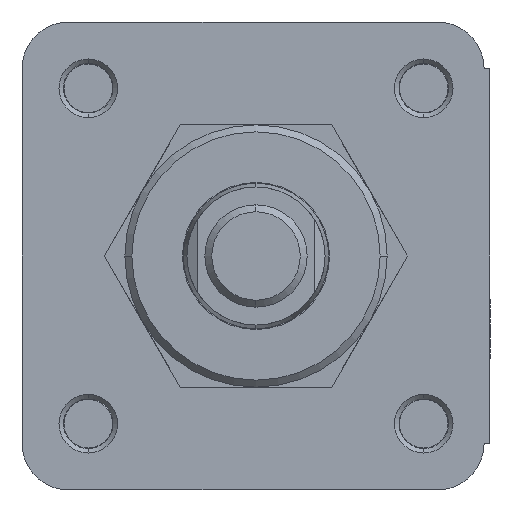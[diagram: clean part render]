
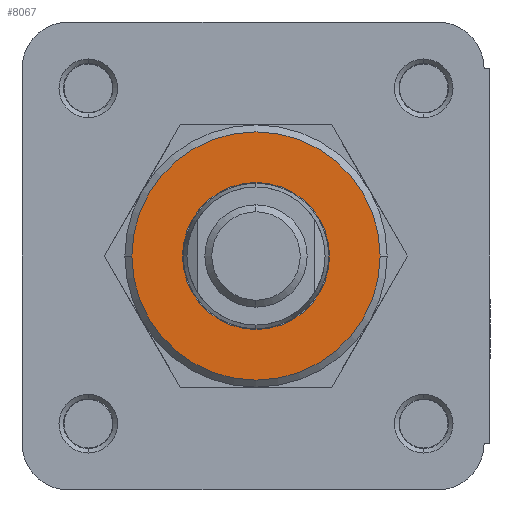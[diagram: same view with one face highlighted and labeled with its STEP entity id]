
A CAD part, left-side view. The second image highlights one B-rep face of the part: STEP entity #8067.
In plain terms, the highlighted planar face has unit normal (-1, 0, 0).
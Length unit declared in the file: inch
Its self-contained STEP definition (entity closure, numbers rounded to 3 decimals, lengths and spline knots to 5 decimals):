
#712 = EDGE_CURVE ( 'NONE', #14645, #11060, #6465, .T. ) ;
#1463 = FACE_BOUND ( 'NONE', #9474, .T. ) ;
#1531 = ORIENTED_EDGE ( 'NONE', *, *, #712, .F. ) ;
#1996 = DIRECTION ( 'NONE',  ( 1., 0., 0. ) ) ;
#2725 = CIRCLE ( 'NONE', #3919, 0.314 ) ;
#3017 = AXIS2_PLACEMENT_3D ( 'NONE', #8942, #1996, #10103 ) ;
#3436 = DIRECTION ( 'NONE',  ( 1., 0., 0. ) ) ;
#3833 = VERTEX_POINT ( 'NONE', #8813 ) ;
#3919 = AXIS2_PLACEMENT_3D ( 'NONE', #6738, #14821, #7885 ) ;
#4270 = PLANE ( 'NONE',  #9804 ) ;
#4659 = ORIENTED_EDGE ( 'NONE', *, *, #7869, .T. ) ;
#4776 = AXIS2_PLACEMENT_3D ( 'NONE', #11402, #11341, #10365 ) ;
#4794 = CARTESIAN_POINT ( 'NONE',  ( -0.615, 0., 0.314 ) ) ;
#5338 = CIRCLE ( 'NONE', #3017, 0.314 ) ;
#6465 = CIRCLE ( 'NONE', #4776, 0.5305 ) ;
#6674 = CARTESIAN_POINT ( 'NONE',  ( -0.615, 0., 0. ) ) ;
#6738 = CARTESIAN_POINT ( 'NONE',  ( -0.615, 0., 0. ) ) ;
#7469 = VERTEX_POINT ( 'NONE', #4794 ) ;
#7830 = DIRECTION ( 'NONE',  ( 0., 0., -1. ) ) ;
#7869 = EDGE_CURVE ( 'NONE', #3833, #7469, #2725, .T. ) ;
#7885 = DIRECTION ( 'NONE',  ( 0., 0., -1. ) ) ;
#8067 = ADVANCED_FACE ( 'NONE', ( #1463, #13453 ), #4270, .F. ) ;
#8813 = CARTESIAN_POINT ( 'NONE',  ( -0.615, 0., -0.314 ) ) ;
#8942 = CARTESIAN_POINT ( 'NONE',  ( -0.615, 0., 0. ) ) ;
#9474 = EDGE_LOOP ( 'NONE', ( #4659, #13732 ) ) ;
#9526 = CIRCLE ( 'NONE', #14039, 0.5305 ) ;
#9658 = CARTESIAN_POINT ( 'NONE',  ( -0.615, -0.5305, 0. ) ) ;
#9804 = AXIS2_PLACEMENT_3D ( 'NONE', #6674, #14753, #7830 ) ;
#10103 = DIRECTION ( 'NONE',  ( 0., 0., -1. ) ) ;
#10355 = ORIENTED_EDGE ( 'NONE', *, *, #12511, .F. ) ;
#10365 = DIRECTION ( 'NONE',  ( 0., 1., 0. ) ) ;
#10397 = CARTESIAN_POINT ( 'NONE',  ( -0.615, 0., 0. ) ) ;
#11060 = VERTEX_POINT ( 'NONE', #9658 ) ;
#11310 = CARTESIAN_POINT ( 'NONE',  ( -0.615, 0.5305, 0. ) ) ;
#11341 = DIRECTION ( 'NONE',  ( 1., 0., 0. ) ) ;
#11402 = CARTESIAN_POINT ( 'NONE',  ( -0.615, 0., 0. ) ) ;
#11566 = DIRECTION ( 'NONE',  ( 0., 1., 0. ) ) ;
#11742 = EDGE_CURVE ( 'NONE', #7469, #3833, #5338, .T. ) ;
#12511 = EDGE_CURVE ( 'NONE', #11060, #14645, #9526, .T. ) ;
#13453 = FACE_OUTER_BOUND ( 'NONE', #14570, .T. ) ;
#13732 = ORIENTED_EDGE ( 'NONE', *, *, #11742, .T. ) ;
#14039 = AXIS2_PLACEMENT_3D ( 'NONE', #10397, #3436, #11566 ) ;
#14570 = EDGE_LOOP ( 'NONE', ( #1531, #10355 ) ) ;
#14645 = VERTEX_POINT ( 'NONE', #11310 ) ;
#14753 = DIRECTION ( 'NONE',  ( 1., 0., 0. ) ) ;
#14821 = DIRECTION ( 'NONE',  ( 1., 0., 0. ) ) ;
